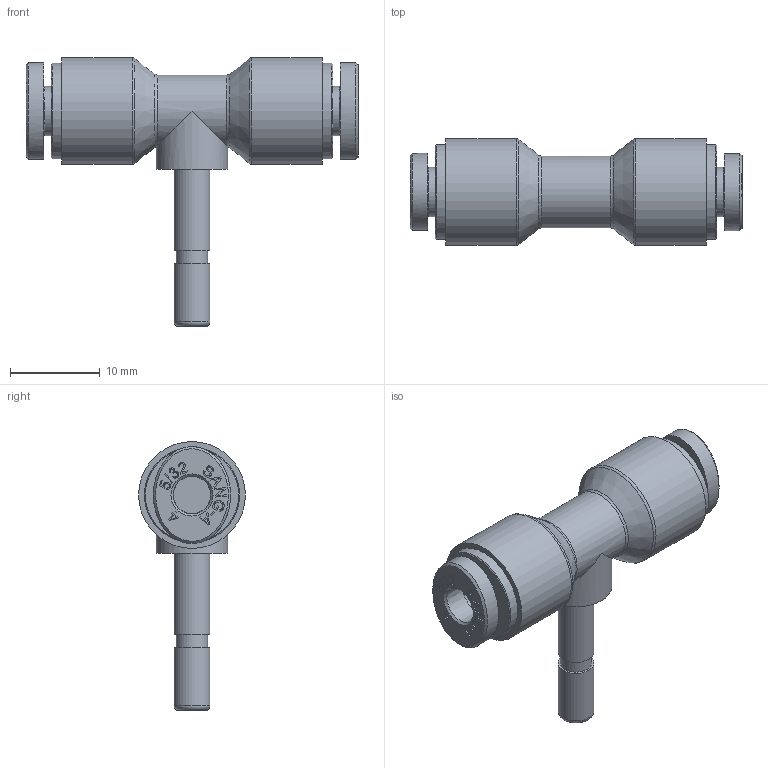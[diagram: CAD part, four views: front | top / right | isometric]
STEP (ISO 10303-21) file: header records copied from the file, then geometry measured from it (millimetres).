
FILE_DESCRIPTION((''),'2;1');
FILE_NAME('PTJ 04.stp','2020-03-19T11:56:55',('user'),(''),'Autodesk Inventor 2013','Autodesk Inventor 2013','');
FILE_SCHEMA(('AUTOMOTIVE_DESIGN { 1 0 10303 214 1 1 1 1 }'));
Length unit declared in the file: millimetre
Products named in the file (5): 조립품7; HR-PTJ 04 BODY; HR-COLLAR 04; HR-Collar 04L(SUS); HR-SLEEVE 04
Assembly tree (5 placements, depth 3):
  조립품7
    HR-PTJ 04 BODY
    HR-COLLAR 04  x2
      HR-Collar 04L(SUS)
      HR-SLEEVE 04
Bounding box: 37 x 11.9 x 29.95 mm (x, y, z)
Volume: 2995.7 mm3; surface area: 2837.5 mm2
Topology: 5 solids, 5 shells, 353 faces, 913 edges, 606 vertices
Faces by surface type: plane 199, bspline 122, cylinder 16, cone 11, torus 5
Full cylindrical faces by diameter (mm): 2 x1, 3.5 x1, 4 x2, 4.179 x2, 4.2 x2, 5.5 x2, 8 x1, 10.6 x2, 11.9 x2
Entity records: 6085 total; most frequent: CARTESIAN_POINT 1871, ORIENTED_EDGE 902, DIRECTION 648, EDGE_CURVE 451, VERTEX_POINT 313, VECTOR 288, LINE 288, EDGE_LOOP 240
